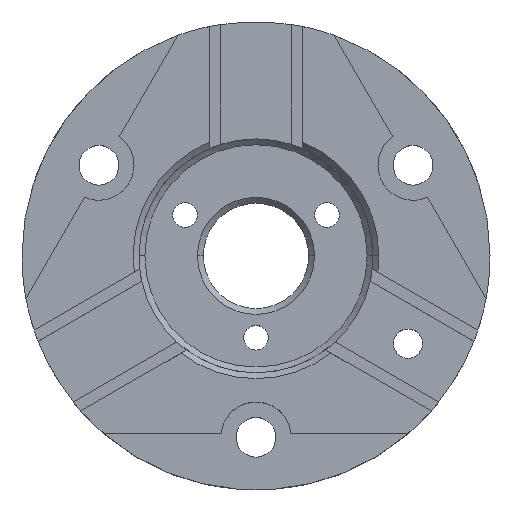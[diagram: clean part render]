
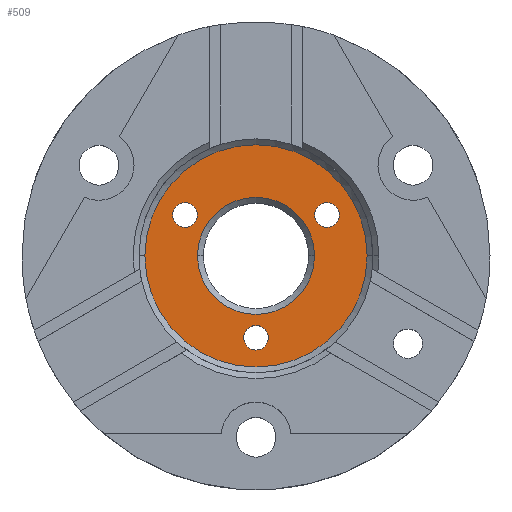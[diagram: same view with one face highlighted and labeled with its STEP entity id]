
A CAD part, top view. The second image highlights one B-rep face of the part: STEP entity #509.
In plain terms, the highlighted planar face has unit normal (0, 0, 1).
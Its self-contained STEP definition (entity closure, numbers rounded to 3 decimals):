
#1 = CARTESIAN_POINT ( 'NONE',  ( 19., 0., 10. ) ) ;
#20 = EDGE_CURVE ( 'NONE', #1203, #2391, #310, .T. ) ;
#41 = DIRECTION ( 'NONE',  ( 0., 0., 1. ) ) ;
#72 = CIRCLE ( 'NONE', #427, 2.1 ) ;
#91 = CARTESIAN_POINT ( 'NONE',  ( 12.124, 7., 10. ) ) ;
#132 = ORIENTED_EDGE ( 'NONE', *, *, #20, .T. ) ;
#139 = AXIS2_PLACEMENT_3D ( 'NONE', #2123, #1699, #1877 ) ;
#145 = EDGE_LOOP ( 'NONE', ( #132, #1818 ) ) ;
#155 = DIRECTION ( 'NONE',  ( 0., 0., -1. ) ) ;
#168 = CARTESIAN_POINT ( 'NONE',  ( 11.074, 8.819, 10. ) ) ;
#176 = EDGE_LOOP ( 'NONE', ( #1695, #1066 ) ) ;
#204 = EDGE_CURVE ( 'NONE', #2439, #2013, #900, .T. ) ;
#237 = EDGE_LOOP ( 'NONE', ( #2066, #722 ) ) ;
#310 = CIRCLE ( 'NONE', #714, 10. ) ;
#347 = CARTESIAN_POINT ( 'NONE',  ( 13.174, 5.181, 10. ) ) ;
#356 = EDGE_LOOP ( 'NONE', ( #987, #2529 ) ) ;
#375 = DIRECTION ( 'NONE',  ( -1., 0., 0. ) ) ;
#385 = CARTESIAN_POINT ( 'NONE',  ( 0., 0., 10. ) ) ;
#387 = VERTEX_POINT ( 'NONE', #347 ) ;
#388 = EDGE_LOOP ( 'NONE', ( #2400, #1959 ) ) ;
#427 = AXIS2_PLACEMENT_3D ( 'NONE', #91, #902, #1601 ) ;
#437 = DIRECTION ( 'NONE',  ( 0., 0., 1. ) ) ;
#439 = CIRCLE ( 'NONE', #2327, 19. ) ;
#458 = VERTEX_POINT ( 'NONE', #1840 ) ;
#491 = AXIS2_PLACEMENT_3D ( 'NONE', #1271, #41, #1121 ) ;
#505 = EDGE_CURVE ( 'NONE', #1724, #1711, #1347, .T. ) ;
#509 = ADVANCED_FACE ( 'NONE', ( #2337, #1228, #2713, #1443, #2354 ), #1425, .F. ) ;
#514 = EDGE_CURVE ( 'NONE', #2391, #1203, #1795, .T. ) ;
#521 = VERTEX_POINT ( 'NONE', #168 ) ;
#582 = AXIS2_PLACEMENT_3D ( 'NONE', #849, #155, #375 ) ;
#615 = EDGE_CURVE ( 'NONE', #2013, #2439, #2611, .T. ) ;
#662 = DIRECTION ( 'NONE',  ( 1., 0., 0. ) ) ;
#677 = CARTESIAN_POINT ( 'NONE',  ( -2.1, -14., 10. ) ) ;
#682 = EDGE_CURVE ( 'NONE', #2185, #458, #1976, .T. ) ;
#697 = AXIS2_PLACEMENT_3D ( 'NONE', #1291, #2153, #1941 ) ;
#714 = AXIS2_PLACEMENT_3D ( 'NONE', #385, #2330, #2771 ) ;
#722 = ORIENTED_EDGE ( 'NONE', *, *, #682, .F. ) ;
#732 = EDGE_CURVE ( 'NONE', #458, #2185, #1233, .T. ) ;
#767 = EDGE_CURVE ( 'NONE', #521, #387, #2452, .T. ) ;
#849 = CARTESIAN_POINT ( 'NONE',  ( 0., 0., 10. ) ) ;
#884 = AXIS2_PLACEMENT_3D ( 'NONE', #2422, #437, #1731 ) ;
#900 = CIRCLE ( 'NONE', #491, 2.1 ) ;
#902 = DIRECTION ( 'NONE',  ( 0., 0., 1. ) ) ;
#979 = DIRECTION ( 'NONE',  ( -1., 0., 0. ) ) ;
#987 = ORIENTED_EDGE ( 'NONE', *, *, #615, .F. ) ;
#1032 = AXIS2_PLACEMENT_3D ( 'NONE', #1335, #1745, #1309 ) ;
#1066 = ORIENTED_EDGE ( 'NONE', *, *, #1187, .F. ) ;
#1121 = DIRECTION ( 'NONE',  ( 1., 0., 0. ) ) ;
#1137 = CARTESIAN_POINT ( 'NONE',  ( 2.1, -14., 10. ) ) ;
#1186 = CARTESIAN_POINT ( 'NONE',  ( -11.074, 8.819, 10. ) ) ;
#1187 = EDGE_CURVE ( 'NONE', #387, #521, #72, .T. ) ;
#1203 = VERTEX_POINT ( 'NONE', #1374 ) ;
#1228 = FACE_OUTER_BOUND ( 'NONE', #388, .T. ) ;
#1233 = CIRCLE ( 'NONE', #884, 2.1 ) ;
#1271 = CARTESIAN_POINT ( 'NONE',  ( 0., -14., 10. ) ) ;
#1291 = CARTESIAN_POINT ( 'NONE',  ( 12.124, 7., 10. ) ) ;
#1306 = DIRECTION ( 'NONE',  ( 0., 0., 1. ) ) ;
#1309 = DIRECTION ( 'NONE',  ( -0.5, -0.866, 0. ) ) ;
#1335 = CARTESIAN_POINT ( 'NONE',  ( -12.124, 7., 10. ) ) ;
#1347 = CIRCLE ( 'NONE', #139, 19. ) ;
#1374 = CARTESIAN_POINT ( 'NONE',  ( 10., 0., 10. ) ) ;
#1425 = PLANE ( 'NONE',  #1930 ) ;
#1443 = FACE_BOUND ( 'NONE', #176, .T. ) ;
#1499 = CARTESIAN_POINT ( 'NONE',  ( 0., -14., 10. ) ) ;
#1506 = EDGE_CURVE ( 'NONE', #1711, #1724, #439, .T. ) ;
#1601 = DIRECTION ( 'NONE',  ( -0.5, 0.866, 0. ) ) ;
#1606 = CARTESIAN_POINT ( 'NONE',  ( 0., 0., 10. ) ) ;
#1656 = AXIS2_PLACEMENT_3D ( 'NONE', #1499, #1306, #662 ) ;
#1695 = ORIENTED_EDGE ( 'NONE', *, *, #767, .F. ) ;
#1699 = DIRECTION ( 'NONE',  ( 0., 0., 1. ) ) ;
#1711 = VERTEX_POINT ( 'NONE', #1 ) ;
#1724 = VERTEX_POINT ( 'NONE', #2604 ) ;
#1731 = DIRECTION ( 'NONE',  ( -0.5, -0.866, 0. ) ) ;
#1745 = DIRECTION ( 'NONE',  ( 0., 0., 1. ) ) ;
#1795 = CIRCLE ( 'NONE', #582, 10. ) ;
#1818 = ORIENTED_EDGE ( 'NONE', *, *, #514, .T. ) ;
#1840 = CARTESIAN_POINT ( 'NONE',  ( -13.174, 5.181, 10. ) ) ;
#1877 = DIRECTION ( 'NONE',  ( -1., 0., 0. ) ) ;
#1930 = AXIS2_PLACEMENT_3D ( 'NONE', #2302, #2564, #2320 ) ;
#1941 = DIRECTION ( 'NONE',  ( -0.5, 0.866, 0. ) ) ;
#1959 = ORIENTED_EDGE ( 'NONE', *, *, #505, .T. ) ;
#1976 = CIRCLE ( 'NONE', #1032, 2.1 ) ;
#2013 = VERTEX_POINT ( 'NONE', #1137 ) ;
#2045 = DIRECTION ( 'NONE',  ( 0., 0., 1. ) ) ;
#2066 = ORIENTED_EDGE ( 'NONE', *, *, #732, .F. ) ;
#2123 = CARTESIAN_POINT ( 'NONE',  ( 0., 0., 10. ) ) ;
#2153 = DIRECTION ( 'NONE',  ( 0., 0., 1. ) ) ;
#2185 = VERTEX_POINT ( 'NONE', #1186 ) ;
#2302 = CARTESIAN_POINT ( 'NONE',  ( 0., 20., 10. ) ) ;
#2320 = DIRECTION ( 'NONE',  ( -1., 0., 0. ) ) ;
#2327 = AXIS2_PLACEMENT_3D ( 'NONE', #1606, #2045, #979 ) ;
#2330 = DIRECTION ( 'NONE',  ( 0., 0., -1. ) ) ;
#2337 = FACE_BOUND ( 'NONE', #145, .T. ) ;
#2354 = FACE_BOUND ( 'NONE', #356, .T. ) ;
#2391 = VERTEX_POINT ( 'NONE', #2748 ) ;
#2400 = ORIENTED_EDGE ( 'NONE', *, *, #1506, .T. ) ;
#2422 = CARTESIAN_POINT ( 'NONE',  ( -12.124, 7., 10. ) ) ;
#2439 = VERTEX_POINT ( 'NONE', #677 ) ;
#2452 = CIRCLE ( 'NONE', #697, 2.1 ) ;
#2529 = ORIENTED_EDGE ( 'NONE', *, *, #204, .F. ) ;
#2564 = DIRECTION ( 'NONE',  ( 0., 0., -1. ) ) ;
#2604 = CARTESIAN_POINT ( 'NONE',  ( -19., 0., 10. ) ) ;
#2611 = CIRCLE ( 'NONE', #1656, 2.1 ) ;
#2713 = FACE_BOUND ( 'NONE', #237, .T. ) ;
#2748 = CARTESIAN_POINT ( 'NONE',  ( -10., 0., 10. ) ) ;
#2771 = DIRECTION ( 'NONE',  ( -1., 0., 0. ) ) ;
